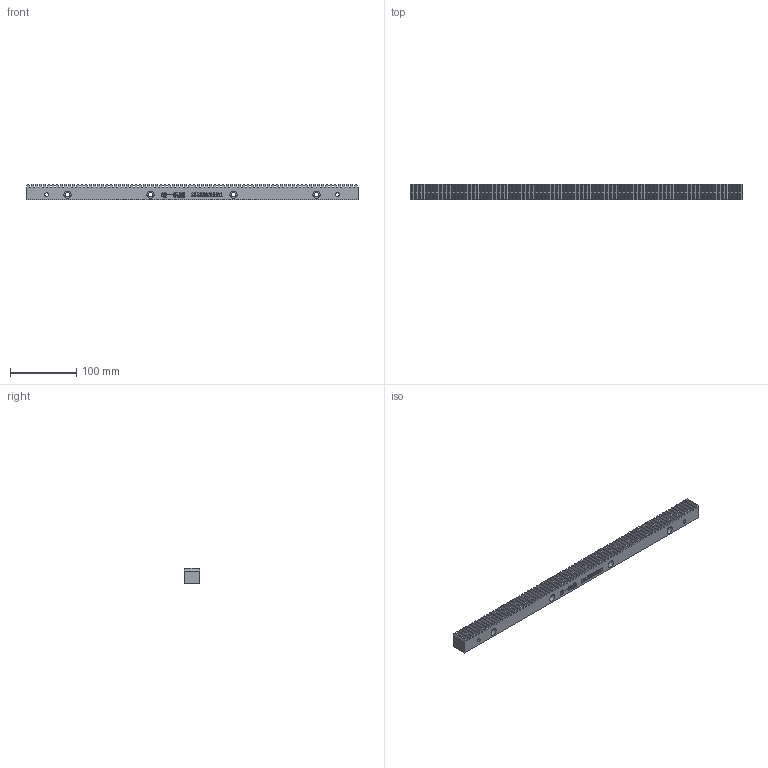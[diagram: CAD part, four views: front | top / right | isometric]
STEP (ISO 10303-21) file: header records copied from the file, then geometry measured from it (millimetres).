
FILE_DESCRIPTION (( 'STEP AP203' ), '1' );
FILE_NAME ('眻喘喘沭[11 11 020 050].STEP', '2022-11-10T03:31:02', ( '' ), ( '' ), 'SwSTEP 2.0', 'SolidWorks 2018', '' );
FILE_SCHEMA (( 'CONFIG_CONTROL_DESIGN' ));
Length unit declared in the file: millimetre
Products named in the file (1): 眻喘喘沭[11 11 020 050]
Bounding box: 502.65 x 24 x 24 mm (x, y, z)
Volume: 257284.2 mm3; surface area: 61772.3 mm2
Topology: 1 solids, 1 shells, 928 faces, 2688 edges, 1792 vertices
Faces by surface type: plane 702, bspline 206, cylinder 20
Entity records: 39005 total; most frequent: CARTESIAN_POINT 15823, ORIENTED_EDGE 5376, DIRECTION 3762, EDGE_CURVE 2688, VECTOR 2236, LINE 2236, VERTEX_POINT 1792, EDGE_LOOP 970
